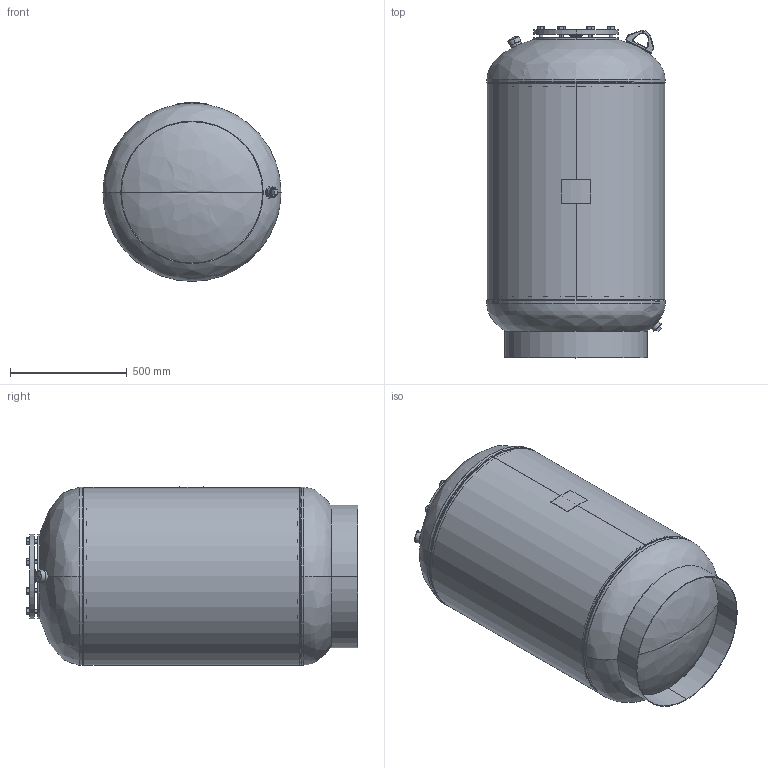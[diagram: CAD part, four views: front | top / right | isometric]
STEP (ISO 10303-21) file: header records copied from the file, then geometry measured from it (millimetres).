
FILE_DESCRIPTION (( 'STEP AP203' ), '1' );
FILE_NAME ('NLAP-560.STEP', '2021-03-03T16:03:46', ( '' ), ( '' ), 'SwSTEP 2.0', 'SolidWorks 2020', '' );
FILE_SCHEMA (( 'CONFIG_CONTROL_DESIGN' ));
Length unit declared in the file: inch
Products named in the file (19): 99Q0182; 9600830_30" VERT; NLAP-560; 9800512; 9400102; PLUGS_9500150; 9500000; 9400542; 9800620_HHNUT 0.6250-11-D-N; 9400094; 9800460_03-34; 9800448; 9800477; 9800532; 9200190; 9801512; 9500050; 99B1112
Assembly tree (32 placements, depth 2):
  NLAP-560
    99B1112
    9200190
    9200190
    9500000
    9500050
    9800460_03-34
    PLUGS_9500150
    9800512
    9801512
    9400102
    9400094
    9800532  x8
    9800620_HHNUT 0.6250-11-D-N  x8
    9800477
    9800448
    9400542
    99Q0182
    9600830_30" VERT
Bounding box: 762 x 1419.19 x 764.89 mm (x, y, z)
Volume: 16565852.4 mm3; surface area: 8006434.6 mm2
Topology: 33 solids, 33 shells, 771 faces, 1881 edges, 1147 vertices
Faces by surface type: cylinder 369, cone 182, plane 148, torus 48, bspline 12, sphere 12
Entity records: 33551 total; most frequent: CARTESIAN_POINT 18049, ORIENTED_EDGE 2798, DIRECTION 2560, EDGE_CURVE 1399, AXIS2_PLACEMENT_3D 1058, VERTEX_POINT 881, EDGE_LOOP 724, FACE_OUTER_BOUND 547
